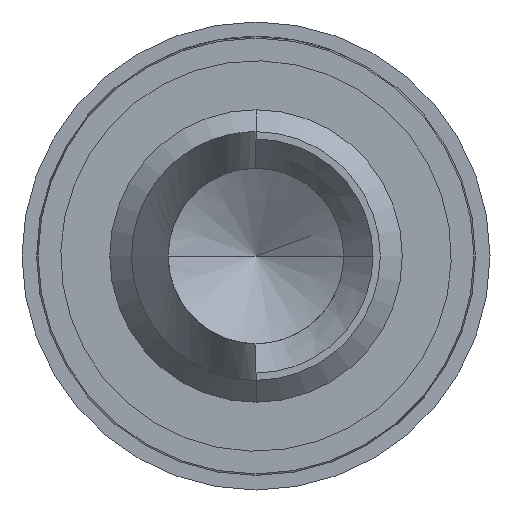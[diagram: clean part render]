
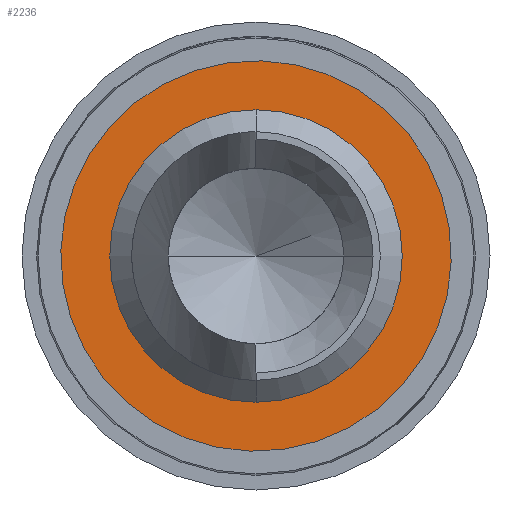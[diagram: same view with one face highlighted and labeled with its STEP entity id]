
A CAD part, front view. The second image highlights one B-rep face of the part: STEP entity #2236.
In plain terms, the highlighted planar face has unit normal (0, -1, 0).
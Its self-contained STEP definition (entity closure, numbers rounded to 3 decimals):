
#19 = AXIS2_PLACEMENT_3D ( 'NONE', #2905, #136, #1840 ) ;
#136 = DIRECTION ( 'NONE',  ( 0., -1., 0. ) ) ;
#140 = VERTEX_POINT ( 'NONE', #3516 ) ;
#168 = CARTESIAN_POINT ( 'NONE',  ( 0., -47.945, 0. ) ) ;
#213 = ORIENTED_EDGE ( 'NONE', *, *, #2593, .T. ) ;
#311 = DIRECTION ( 'NONE',  ( -0.202, 0., -0.979 ) ) ;
#342 = AXIS2_PLACEMENT_3D ( 'NONE', #3381, #640, #2387 ) ;
#432 = EDGE_CURVE ( 'Defeature ausgef�hrt2_20+Defeature ausgef�hrt2_25+Defeature ausgef�hrt2_25+Defeature ausgef�hrt2_25', #1282, #2248, #668, .T. ) ;
#564 = CARTESIAN_POINT ( 'NONE',  ( 0.269, -47.945, 1.308 ) ) ;
#640 = DIRECTION ( 'NONE',  ( 0., -1., 0. ) ) ;
#668 = CIRCLE ( 'NONE', #4398, 1. ) ;
#734 = AXIS2_PLACEMENT_3D ( 'NONE', #4309, #3427, #311 ) ;
#801 = CARTESIAN_POINT ( 'NONE',  ( 0., -47.945, 1. ) ) ;
#842 = PLANE ( 'NONE',  #19 ) ;
#1004 = CARTESIAN_POINT ( 'NONE',  ( 0., -47.945, 0. ) ) ;
#1089 = CIRCLE ( 'NONE', #342, 1.335 ) ;
#1206 = EDGE_LOOP ( 'NONE', ( #2611, #213 ) ) ;
#1282 = VERTEX_POINT ( 'NONE', #3916 ) ;
#1387 = DIRECTION ( 'NONE',  ( 0., 0., -1. ) ) ;
#1452 = ORIENTED_EDGE ( 'NONE', *, *, #1522, .T. ) ;
#1522 = EDGE_CURVE ( 'Defeature ausgef�hrt2_20+Defeature ausgef�hrt2_25+Defeature ausgef�hrt2_25+Defeature ausgef�hrt2_25', #2248, #1282, #2041, .T. ) ;
#1840 = DIRECTION ( 'NONE',  ( -0.202, 0., -0.979 ) ) ;
#1875 = FACE_BOUND ( 'NONE', #4440, .T. ) ;
#2041 = CIRCLE ( 'NONE', #3629, 1. ) ;
#2236 = ADVANCED_FACE ( 'Defeature ausgef�hrt2_20', ( #1875, #2872 ), #842, .T. ) ;
#2248 = VERTEX_POINT ( 'NONE', #801 ) ;
#2302 = DIRECTION ( 'NONE',  ( 0., 0., -1. ) ) ;
#2387 = DIRECTION ( 'NONE',  ( -0.202, 0., -0.979 ) ) ;
#2554 = CIRCLE ( 'NONE', #734, 1.335 ) ;
#2593 = EDGE_CURVE ( 'Defeature ausgef�hrt2_20+Defeature ausgef�hrt2_21+Defeature ausgef�hrt2_21+Defeature ausgef�hrt2_21', #3262, #140, #2554, .T. ) ;
#2611 = ORIENTED_EDGE ( 'NONE', *, *, #4111, .T. ) ;
#2619 = DIRECTION ( 'NONE',  ( 0., 1., 0. ) ) ;
#2790 = DIRECTION ( 'NONE',  ( 0., 1., 0. ) ) ;
#2872 = FACE_OUTER_BOUND ( 'NONE', #1206, .T. ) ;
#2905 = CARTESIAN_POINT ( 'NONE',  ( 0., -47.945, 0. ) ) ;
#3262 = VERTEX_POINT ( 'NONE', #564 ) ;
#3381 = CARTESIAN_POINT ( 'NONE',  ( 0., -47.945, 0. ) ) ;
#3427 = DIRECTION ( 'NONE',  ( 0., -1., 0. ) ) ;
#3516 = CARTESIAN_POINT ( 'NONE',  ( -0.269, -47.945, -1.308 ) ) ;
#3629 = AXIS2_PLACEMENT_3D ( 'NONE', #168, #2619, #2302 ) ;
#3871 = ORIENTED_EDGE ( 'NONE', *, *, #432, .T. ) ;
#3916 = CARTESIAN_POINT ( 'NONE',  ( 0., -47.945, -1. ) ) ;
#4111 = EDGE_CURVE ( 'Defeature ausgef�hrt2_20+Defeature ausgef�hrt2_21+Defeature ausgef�hrt2_21+Defeature ausgef�hrt2_21', #140, #3262, #1089, .T. ) ;
#4309 = CARTESIAN_POINT ( 'NONE',  ( 0., -47.945, 0. ) ) ;
#4398 = AXIS2_PLACEMENT_3D ( 'NONE', #1004, #2790, #1387 ) ;
#4440 = EDGE_LOOP ( 'NONE', ( #1452, #3871 ) ) ;
